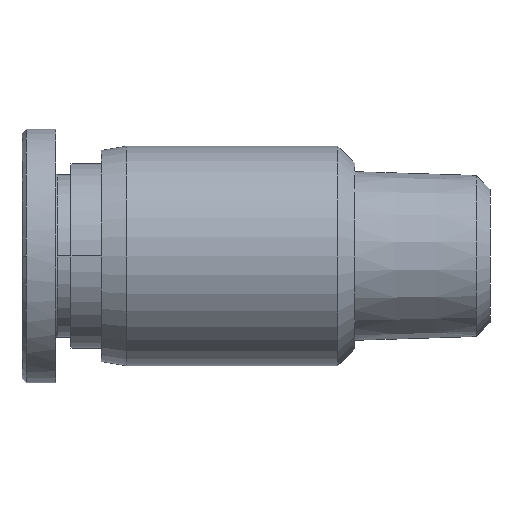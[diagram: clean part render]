
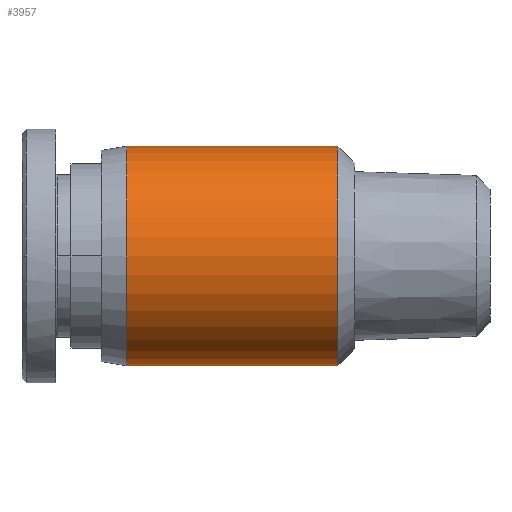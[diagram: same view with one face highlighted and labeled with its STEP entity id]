
A CAD part, left-side view. The second image highlights one B-rep face of the part: STEP entity #3957.
In plain terms, the highlighted cylindrical face has radius 6.5 mm (diameter 13 mm), a partial arc.
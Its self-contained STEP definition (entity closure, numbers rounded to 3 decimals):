
#224 = LINE ( 'NONE', #7090, #11187 ) ;
#440 = DIRECTION ( 'NONE',  ( 0., -1., 0. ) ) ;
#563 = EDGE_CURVE ( 'NONE', #1930, #11710, #224, .T. ) ;
#576 = DIRECTION ( 'NONE',  ( 0., 0., -1. ) ) ;
#915 = EDGE_CURVE ( 'NONE', #11710, #1688, #12021, .T. ) ;
#1598 = ORIENTED_EDGE ( 'NONE', *, *, #8157, .F. ) ;
#1688 = VERTEX_POINT ( 'NONE', #5094 ) ;
#1930 = VERTEX_POINT ( 'NONE', #13767 ) ;
#2954 = EDGE_LOOP ( 'NONE', ( #8553, #10443, #11117, #1598 ) ) ;
#3264 = DIRECTION ( 'NONE',  ( 0., 0., -1. ) ) ;
#3374 = DIRECTION ( 'NONE',  ( 0., -1., 0. ) ) ;
#3957 = ADVANCED_FACE ( 'NONE', ( #6874 ), #8271, .T. ) ;
#4089 = CIRCLE ( 'NONE', #13164, 6.5 ) ;
#4689 = CARTESIAN_POINT ( 'NONE',  ( 0., -11.5, 6.5 ) ) ;
#5094 = CARTESIAN_POINT ( 'NONE',  ( 0., -11.5, -6.5 ) ) ;
#5452 = EDGE_CURVE ( 'NONE', #10297, #1930, #4089, .T. ) ;
#6619 = CARTESIAN_POINT ( 'NONE',  ( 0., 1., 0. ) ) ;
#6874 = FACE_OUTER_BOUND ( 'NONE', #2954, .T. ) ;
#7090 = CARTESIAN_POINT ( 'NONE',  ( 0., 2.5, 6.5 ) ) ;
#8054 = DIRECTION ( 'NONE',  ( 0., 1., 0. ) ) ;
#8148 = CARTESIAN_POINT ( 'NONE',  ( 0., -11.5, 0. ) ) ;
#8157 = EDGE_CURVE ( 'NONE', #10297, #1688, #10615, .T. ) ;
#8271 = CYLINDRICAL_SURFACE ( 'NONE', #10550, 6.5 ) ;
#8553 = ORIENTED_EDGE ( 'NONE', *, *, #5452, .T. ) ;
#9749 = VECTOR ( 'NONE', #3374, 1000. ) ;
#9938 = DIRECTION ( 'NONE',  ( 0., -1., 0. ) ) ;
#10049 = CARTESIAN_POINT ( 'NONE',  ( 0., 2.5, -6.5 ) ) ;
#10297 = VERTEX_POINT ( 'NONE', #11734 ) ;
#10443 = ORIENTED_EDGE ( 'NONE', *, *, #563, .T. ) ;
#10550 = AXIS2_PLACEMENT_3D ( 'NONE', #13740, #13791, #576 ) ;
#10615 = LINE ( 'NONE', #10049, #9749 ) ;
#10990 = AXIS2_PLACEMENT_3D ( 'NONE', #8148, #8054, #12578 ) ;
#11117 = ORIENTED_EDGE ( 'NONE', *, *, #915, .T. ) ;
#11187 = VECTOR ( 'NONE', #440, 1000. ) ;
#11710 = VERTEX_POINT ( 'NONE', #4689 ) ;
#11734 = CARTESIAN_POINT ( 'NONE',  ( 0., 1., -6.5 ) ) ;
#12021 = CIRCLE ( 'NONE', #10990, 6.5 ) ;
#12578 = DIRECTION ( 'NONE',  ( 0., 0., -1. ) ) ;
#13164 = AXIS2_PLACEMENT_3D ( 'NONE', #6619, #9938, #3264 ) ;
#13740 = CARTESIAN_POINT ( 'NONE',  ( 0., 2.5, 0. ) ) ;
#13767 = CARTESIAN_POINT ( 'NONE',  ( 0., 1., 6.5 ) ) ;
#13791 = DIRECTION ( 'NONE',  ( 0., -1., 0. ) ) ;
